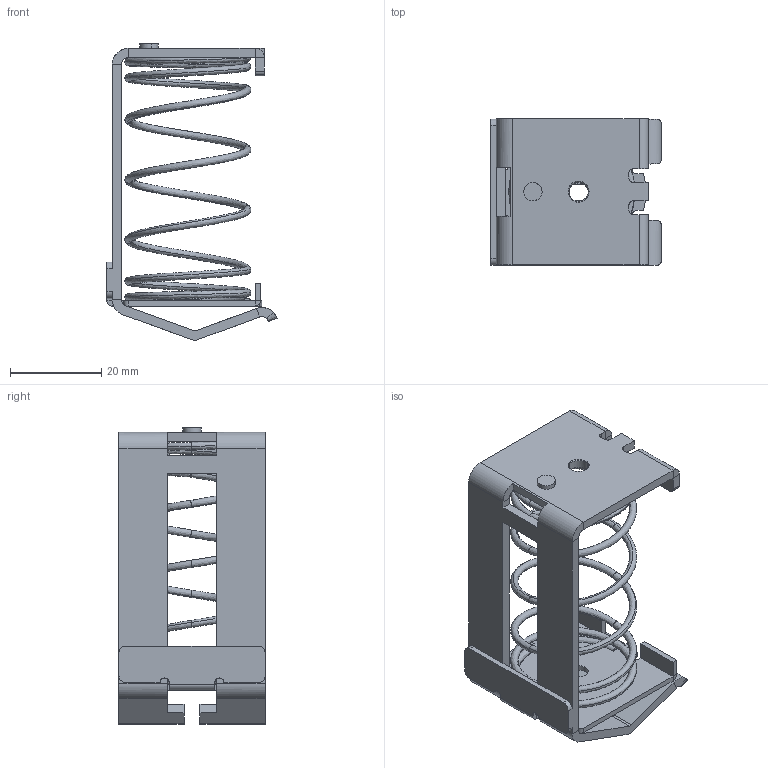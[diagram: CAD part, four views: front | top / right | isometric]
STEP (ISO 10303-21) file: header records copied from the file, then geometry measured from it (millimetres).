
FILE_DESCRIPTION(('CATIA V5R24 STEP','CAx-IF Rec.Pracs.--- Model Styling and Organization---1.2---2011-12-15'),'2;1');
FILE_NAME ('346416_1', '2018-08-13T10:18:13+00:00', ('Weidmueller Interface'), ('Weidmueller'), 'CATIA Version 5-6 Release 2014 SP4 HF52', 'CATIA V5 STEP AP214', 'none');
FILE_SCHEMA(('AUTOMOTIVE_DESIGN { 1 0 10303 214 1 1 1 1 }'));
Length unit declared in the file: millimetre
Products named in the file (1): 1716300000
Bounding box: 37.27 x 32 x 64.9 mm (x, y, z)
Volume: 8927.8 mm3; surface area: 12562.5 mm2
Topology: 1 solids, 1 shells, 223 faces, 584 edges, 357 vertices
Faces by surface type: plane 125, cylinder 58, bspline 38, cone 2
Entity records: 10034 total; most frequent: CARTESIAN_POINT 5007, ORIENTED_EDGE 1168, DIRECTION 735, EDGE_CURVE 584, VERTEX_POINT 357, VECTOR 328, LINE 328, AXIS2_PLACEMENT_3D 245
